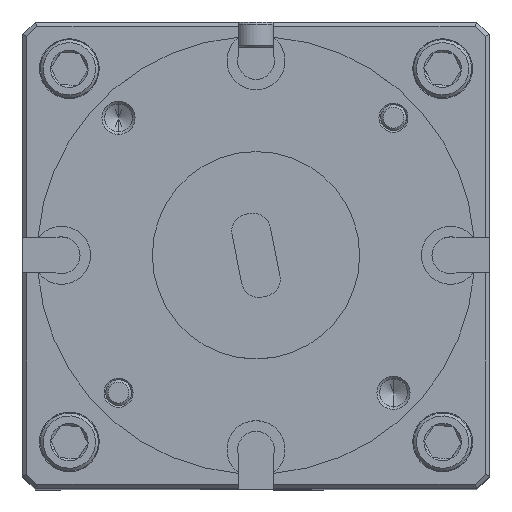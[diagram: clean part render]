
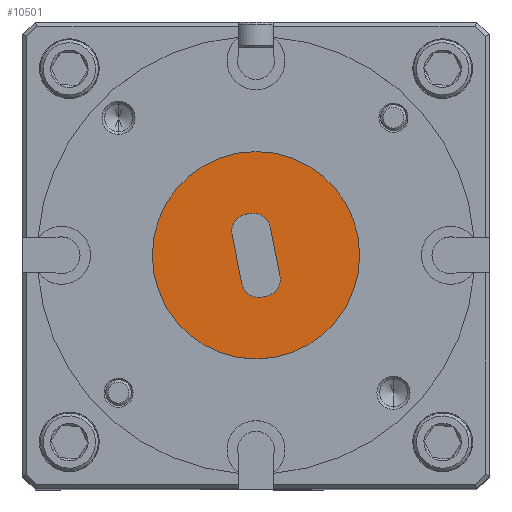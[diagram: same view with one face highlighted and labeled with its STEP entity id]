
A CAD part, top view. The second image highlights one B-rep face of the part: STEP entity #10501.
In plain terms, the highlighted planar face has unit normal (0, 0, 1).
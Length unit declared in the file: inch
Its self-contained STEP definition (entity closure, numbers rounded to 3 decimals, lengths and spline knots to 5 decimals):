
#96 = LINE ( 'NONE', #2342, #3014 ) ;
#419 = AXIS2_PLACEMENT_3D ( 'NONE', #6067, #12598, #4743 ) ;
#646 = DIRECTION ( 'NONE',  ( 0., 1., 0. ) ) ;
#1064 = VERTEX_POINT ( 'NONE', #4578 ) ;
#1299 = DIRECTION ( 'NONE',  ( 0.981, 0.194, 0. ) ) ;
#2273 = DIRECTION ( 'NONE',  ( -0.981, -0.194, 0. ) ) ;
#2296 = EDGE_CURVE ( 'NONE', #10784, #12463, #14745, .T. ) ;
#2342 = CARTESIAN_POINT ( 'NONE',  ( 0.03445, 0.06799, 0.625 ) ) ;
#2516 = DIRECTION ( 'NONE',  ( 0., 1., 0. ) ) ;
#2528 = DIRECTION ( 'NONE',  ( 0., 0., 1. ) ) ;
#2544 = CIRCLE ( 'NONE', #3331, 0.25 ) ;
#2552 = CIRCLE ( 'NONE', #6509, 0.0415 ) ;
#2560 = VERTEX_POINT ( 'NONE', #9206 ) ;
#3014 = VECTOR ( 'NONE', #11356, 39.37008 ) ;
#3105 = EDGE_CURVE ( 'NONE', #11770, #7765, #13739, .T. ) ;
#3307 = AXIS2_PLACEMENT_3D ( 'NONE', #14415, #7982, #7807 ) ;
#3331 = AXIS2_PLACEMENT_3D ( 'NONE', #11067, #6014, #16343 ) ;
#3990 = VECTOR ( 'NONE', #1299, 39.37008 ) ;
#4276 = DIRECTION ( 'NONE',  ( 0., -1., 0. ) ) ;
#4373 = CARTESIAN_POINT ( 'NONE',  ( 0.00626, -0.10143, 0.625 ) ) ;
#4578 = CARTESIAN_POINT ( 'NONE',  ( -0.03445, -0.06799, 0.625 ) ) ;
#4619 = FACE_BOUND ( 'NONE', #11280, .T. ) ;
#4743 = DIRECTION ( 'NONE',  ( 0., 1., 0. ) ) ;
#4981 = ORIENTED_EDGE ( 'NONE', *, *, #6259, .F. ) ;
#5110 = EDGE_CURVE ( 'NONE', #2560, #10326, #15462, .T. ) ;
#5320 = CARTESIAN_POINT ( 'NONE',  ( -0.05776, 0.04973, 0.625 ) ) ;
#5480 = LINE ( 'NONE', #5320, #7044 ) ;
#6014 = DIRECTION ( 'NONE',  ( 0., 0., 1. ) ) ;
#6067 = CARTESIAN_POINT ( 'NONE',  ( 0.01705, -0.05779, 0.625 ) ) ;
#6108 = DIRECTION ( 'NONE',  ( 0., 0., -1. ) ) ;
#6162 = VERTEX_POINT ( 'NONE', #9612 ) ;
#6181 = ORIENTED_EDGE ( 'NONE', *, *, #5110, .F. ) ;
#6194 = CARTESIAN_POINT ( 'NONE',  ( 0.01432, -0.10064, 0.625 ) ) ;
#6259 = EDGE_CURVE ( 'NONE', #6162, #10784, #13137, .T. ) ;
#6368 = EDGE_CURVE ( 'NONE', #11364, #1064, #5480, .T. ) ;
#6509 = AXIS2_PLACEMENT_3D ( 'NONE', #13446, #2528, #10290 ) ;
#6589 = CARTESIAN_POINT ( 'NONE',  ( 0.00626, -0.05993, 0.625 ) ) ;
#6931 = DIRECTION ( 'NONE',  ( 0., 0., 1. ) ) ;
#7044 = VECTOR ( 'NONE', #15478, 39.37008 ) ;
#7133 = AXIS2_PLACEMENT_3D ( 'NONE', #6589, #9146, #4276 ) ;
#7354 = EDGE_CURVE ( 'NONE', #10326, #6162, #96, .T. ) ;
#7576 = CARTESIAN_POINT ( 'NONE',  ( 0.01432, -0.10064, 0.625 ) ) ;
#7765 = VERTEX_POINT ( 'NONE', #6194 ) ;
#7807 = DIRECTION ( 'NONE',  ( 0., -1., 0. ) ) ;
#7982 = DIRECTION ( 'NONE',  ( 0., 0., 1. ) ) ;
#8005 = ORIENTED_EDGE ( 'NONE', *, *, #6368, .F. ) ;
#8331 = EDGE_CURVE ( 'NONE', #15359, #10926, #11243, .T. ) ;
#9050 = CARTESIAN_POINT ( 'NONE',  ( -0.01432, 0.10064, 0.625 ) ) ;
#9146 = DIRECTION ( 'NONE',  ( 0., 0., 1. ) ) ;
#9206 = CARTESIAN_POINT ( 'NONE',  ( 0.02511, -0.0985, 0.625 ) ) ;
#9343 = CARTESIAN_POINT ( 'NONE',  ( -0.05776, 0.04973, 0.625 ) ) ;
#9371 = EDGE_CURVE ( 'NONE', #10926, #15359, #2544, .T. ) ;
#9612 = CARTESIAN_POINT ( 'NONE',  ( 0.03445, 0.06799, 0.625 ) ) ;
#9637 = CARTESIAN_POINT ( 'NONE',  ( 0., 0.25, 0.625 ) ) ;
#9655 = FACE_OUTER_BOUND ( 'NONE', #11692, .T. ) ;
#9937 = DIRECTION ( 'NONE',  ( 0., 0., 1. ) ) ;
#9972 = CIRCLE ( 'NONE', #14467, 0.0415 ) ;
#10070 = PLANE ( 'NONE',  #13889 ) ;
#10076 = ORIENTED_EDGE ( 'NONE', *, *, #15705, .F. ) ;
#10290 = DIRECTION ( 'NONE',  ( 0., -1., 0. ) ) ;
#10326 = VERTEX_POINT ( 'NONE', #11919 ) ;
#10501 = ADVANCED_FACE ( 'NONE', ( #4619, #9655 ), #10070, .F. ) ;
#10771 = EDGE_CURVE ( 'NONE', #1064, #11770, #2552, .T. ) ;
#10784 = VERTEX_POINT ( 'NONE', #9050 ) ;
#10926 = VERTEX_POINT ( 'NONE', #14259 ) ;
#11034 = CARTESIAN_POINT ( 'NONE',  ( -0.02511, 0.0985, 0.625 ) ) ;
#11067 = CARTESIAN_POINT ( 'NONE',  ( 0., 0., 0.625 ) ) ;
#11152 = DIRECTION ( 'NONE',  ( 0., 1., 0. ) ) ;
#11243 = CIRCLE ( 'NONE', #3307, 0.25 ) ;
#11280 = EDGE_LOOP ( 'NONE', ( #8005, #13834, #12377, #4981, #13786, #6181, #10076, #11350, #12293 ) ) ;
#11323 = CARTESIAN_POINT ( 'NONE',  ( -0.5625, -0.5625, 0.625 ) ) ;
#11350 = ORIENTED_EDGE ( 'NONE', *, *, #3105, .F. ) ;
#11356 = DIRECTION ( 'NONE',  ( -0.194, 0.981, 0. ) ) ;
#11364 = VERTEX_POINT ( 'NONE', #9343 ) ;
#11664 = CARTESIAN_POINT ( 'NONE',  ( -0.01705, 0.05779, 0.625 ) ) ;
#11692 = EDGE_LOOP ( 'NONE', ( #14983, #12346 ) ) ;
#11741 = EDGE_CURVE ( 'NONE', #12463, #11364, #9972, .T. ) ;
#11770 = VERTEX_POINT ( 'NONE', #4373 ) ;
#11919 = CARTESIAN_POINT ( 'NONE',  ( 0.05776, -0.04973, 0.625 ) ) ;
#12293 = ORIENTED_EDGE ( 'NONE', *, *, #10771, .F. ) ;
#12346 = ORIENTED_EDGE ( 'NONE', *, *, #8331, .T. ) ;
#12377 = ORIENTED_EDGE ( 'NONE', *, *, #2296, .F. ) ;
#12463 = VERTEX_POINT ( 'NONE', #15390 ) ;
#12598 = DIRECTION ( 'NONE',  ( 0., 0., 1. ) ) ;
#13121 = AXIS2_PLACEMENT_3D ( 'NONE', #16302, #9937, #2516 ) ;
#13137 = CIRCLE ( 'NONE', #13121, 0.0415 ) ;
#13446 = CARTESIAN_POINT ( 'NONE',  ( 0.00626, -0.05993, 0.625 ) ) ;
#13739 = CIRCLE ( 'NONE', #7133, 0.0415 ) ;
#13786 = ORIENTED_EDGE ( 'NONE', *, *, #7354, .F. ) ;
#13834 = ORIENTED_EDGE ( 'NONE', *, *, #11741, .F. ) ;
#13889 = AXIS2_PLACEMENT_3D ( 'NONE', #11323, #6108, #11152 ) ;
#14259 = CARTESIAN_POINT ( 'NONE',  ( 0., -0.25, 0.625 ) ) ;
#14269 = LINE ( 'NONE', #7576, #3990 ) ;
#14415 = CARTESIAN_POINT ( 'NONE',  ( 0., 0., 0.625 ) ) ;
#14467 = AXIS2_PLACEMENT_3D ( 'NONE', #11664, #6931, #646 ) ;
#14745 = LINE ( 'NONE', #11034, #15563 ) ;
#14983 = ORIENTED_EDGE ( 'NONE', *, *, #9371, .T. ) ;
#15359 = VERTEX_POINT ( 'NONE', #9637 ) ;
#15390 = CARTESIAN_POINT ( 'NONE',  ( -0.02511, 0.0985, 0.625 ) ) ;
#15462 = CIRCLE ( 'NONE', #419, 0.0415 ) ;
#15478 = DIRECTION ( 'NONE',  ( 0.194, -0.981, 0. ) ) ;
#15563 = VECTOR ( 'NONE', #2273, 39.37008 ) ;
#15705 = EDGE_CURVE ( 'NONE', #7765, #2560, #14269, .T. ) ;
#16302 = CARTESIAN_POINT ( 'NONE',  ( -0.00626, 0.05993, 0.625 ) ) ;
#16343 = DIRECTION ( 'NONE',  ( 0., -1., 0. ) ) ;
